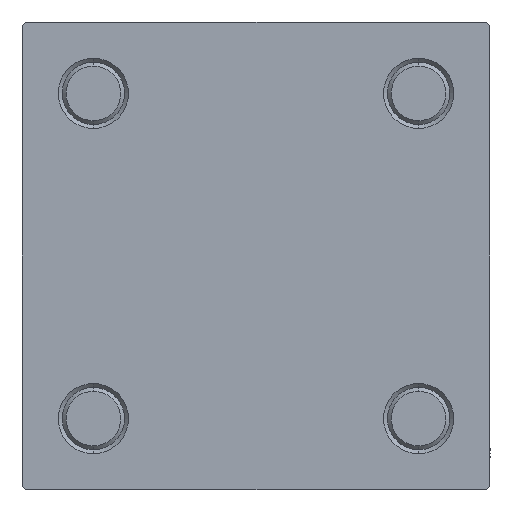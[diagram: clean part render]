
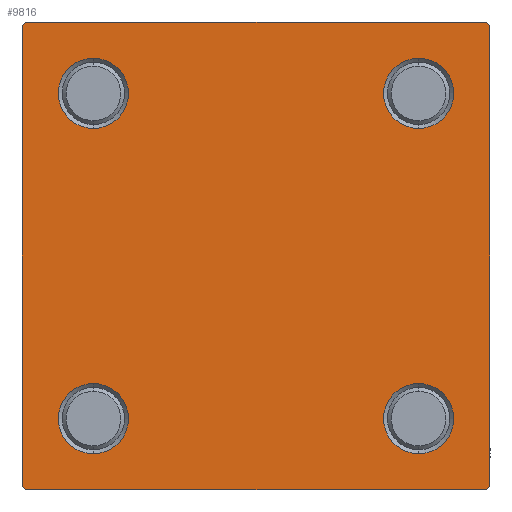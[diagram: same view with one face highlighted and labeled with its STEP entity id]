
A CAD part, left-side view. The second image highlights one B-rep face of the part: STEP entity #9816.
In plain terms, the highlighted planar face has unit normal (-1, 0, 0).
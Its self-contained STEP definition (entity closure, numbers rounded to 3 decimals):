
#192 = DIRECTION ( 'NONE',  ( 0., 0.707, 0.707 ) ) ;
#198 = CARTESIAN_POINT ( 'NONE',  ( 0., -30., -29.5 ) ) ;
#235 = EDGE_CURVE ( 'NONE', #9262, #38358, #19839, .T. ) ;
#595 = EDGE_CURVE ( 'NONE', #1925, #35560, #44286, .T. ) ;
#1625 = AXIS2_PLACEMENT_3D ( 'NONE', #34612, #46256, #38645 ) ;
#1789 = EDGE_CURVE ( 'NONE', #18081, #34511, #46630, .T. ) ;
#1835 = CARTESIAN_POINT ( 'NONE',  ( 0., 20.85, -25.35 ) ) ;
#1925 = VERTEX_POINT ( 'NONE', #1835 ) ;
#1946 = ORIENTED_EDGE ( 'NONE', *, *, #26746, .T. ) ;
#2161 = CARTESIAN_POINT ( 'NONE',  ( 0., -30., 30. ) ) ;
#2536 = CARTESIAN_POINT ( 'NONE',  ( 0., 20.85, 16.35 ) ) ;
#2648 = VECTOR ( 'NONE', #21417, 1000. ) ;
#2734 = DIRECTION ( 'NONE',  ( 0., 0., 1. ) ) ;
#2953 = AXIS2_PLACEMENT_3D ( 'NONE', #23325, #34732, #22831 ) ;
#3378 = CIRCLE ( 'NONE', #8224, 4.5 ) ;
#4671 = ORIENTED_EDGE ( 'NONE', *, *, #43210, .F. ) ;
#5142 = ORIENTED_EDGE ( 'NONE', *, *, #28405, .T. ) ;
#5559 = LINE ( 'NONE', #44321, #23701 ) ;
#6039 = FACE_OUTER_BOUND ( 'NONE', #39061, .T. ) ;
#6461 = DIRECTION ( 'NONE',  ( 1., 0., 0. ) ) ;
#6529 = CARTESIAN_POINT ( 'NONE',  ( 0., 20.85, -20.85 ) ) ;
#6779 = DIRECTION ( 'NONE',  ( 1., 0., 0. ) ) ;
#6792 = LINE ( 'NONE', #45802, #28812 ) ;
#7226 = VERTEX_POINT ( 'NONE', #38966 ) ;
#7322 = CIRCLE ( 'NONE', #32397, 4.5 ) ;
#7803 = DIRECTION ( 'NONE',  ( 0., -0.707, -0.707 ) ) ;
#7810 = ORIENTED_EDGE ( 'NONE', *, *, #11468, .T. ) ;
#8115 = AXIS2_PLACEMENT_3D ( 'NONE', #13647, #18210, #40769 ) ;
#8224 = AXIS2_PLACEMENT_3D ( 'NONE', #42797, #38500, #24059 ) ;
#8235 = DIRECTION ( 'NONE',  ( 0., -0.707, 0.707 ) ) ;
#8716 = CARTESIAN_POINT ( 'NONE',  ( 0., -29.5, -30. ) ) ;
#9262 = VERTEX_POINT ( 'NONE', #41373 ) ;
#9588 = DIRECTION ( 'NONE',  ( -1., 0., 0. ) ) ;
#9816 = ADVANCED_FACE ( 'NONE', ( #32666, #48349, #40753, #44294, #6039 ), #48106, .T. ) ;
#10281 = VECTOR ( 'NONE', #28186, 1000. ) ;
#10543 = ORIENTED_EDGE ( 'NONE', *, *, #1789, .T. ) ;
#10610 = CARTESIAN_POINT ( 'NONE',  ( 0., -20.85, -25.35 ) ) ;
#10627 = LINE ( 'NONE', #37983, #40999 ) ;
#11295 = VECTOR ( 'NONE', #33823, 1000. ) ;
#11468 = EDGE_CURVE ( 'NONE', #37107, #18476, #48585, .T. ) ;
#11646 = EDGE_CURVE ( 'NONE', #46732, #35524, #7322, .T. ) ;
#12160 = VECTOR ( 'NONE', #7803, 1000. ) ;
#13284 = VERTEX_POINT ( 'NONE', #198 ) ;
#13647 = CARTESIAN_POINT ( 'NONE',  ( 0., -20.85, -20.85 ) ) ;
#15176 = AXIS2_PLACEMENT_3D ( 'NONE', #49248, #41900, #26209 ) ;
#15696 = EDGE_CURVE ( 'NONE', #38358, #26892, #19470, .T. ) ;
#16067 = CARTESIAN_POINT ( 'NONE',  ( 0., -29.75, -29.75 ) ) ;
#17372 = LINE ( 'NONE', #29260, #2648 ) ;
#17719 = DIRECTION ( 'NONE',  ( 0., -1., 0. ) ) ;
#17918 = CARTESIAN_POINT ( 'NONE',  ( 0., 30., -29.5 ) ) ;
#18081 = VERTEX_POINT ( 'NONE', #32838 ) ;
#18210 = DIRECTION ( 'NONE',  ( 1., 0., 0. ) ) ;
#18218 = VERTEX_POINT ( 'NONE', #8716 ) ;
#18476 = VERTEX_POINT ( 'NONE', #35767 ) ;
#18901 = CIRCLE ( 'NONE', #33435, 4.5 ) ;
#19247 = CARTESIAN_POINT ( 'NONE',  ( 0., -29.5, 30. ) ) ;
#19265 = ORIENTED_EDGE ( 'NONE', *, *, #40471, .T. ) ;
#19470 = LINE ( 'NONE', #50120, #12160 ) ;
#19839 = LINE ( 'NONE', #28436, #10281 ) ;
#19955 = CIRCLE ( 'NONE', #2953, 4.5 ) ;
#20998 = CARTESIAN_POINT ( 'NONE',  ( 0., 0., 0. ) ) ;
#21417 = DIRECTION ( 'NONE',  ( 0., -1., 0. ) ) ;
#21603 = EDGE_CURVE ( 'NONE', #26892, #18218, #17372, .T. ) ;
#22393 = VERTEX_POINT ( 'NONE', #19247 ) ;
#22801 = EDGE_CURVE ( 'NONE', #34511, #18081, #18901, .T. ) ;
#22831 = DIRECTION ( 'NONE',  ( 0., 0., 1. ) ) ;
#23325 = CARTESIAN_POINT ( 'NONE',  ( 0., -20.85, 20.85 ) ) ;
#23701 = VECTOR ( 'NONE', #17719, 1000. ) ;
#24059 = DIRECTION ( 'NONE',  ( 0., 0., 1. ) ) ;
#25057 = CARTESIAN_POINT ( 'NONE',  ( 0., 20.85, -16.35 ) ) ;
#26097 = DIRECTION ( 'NONE',  ( 0., 0.707, -0.707 ) ) ;
#26209 = DIRECTION ( 'NONE',  ( 0., 0., 1. ) ) ;
#26746 = EDGE_CURVE ( 'NONE', #31969, #22393, #6792, .T. ) ;
#26892 = VERTEX_POINT ( 'NONE', #39450 ) ;
#27356 = EDGE_CURVE ( 'NONE', #35524, #46732, #19955, .T. ) ;
#27745 = LINE ( 'NONE', #16067, #33324 ) ;
#28186 = DIRECTION ( 'NONE',  ( 0., 0., -1. ) ) ;
#28336 = ORIENTED_EDGE ( 'NONE', *, *, #22801, .T. ) ;
#28405 = EDGE_CURVE ( 'NONE', #7226, #9262, #10627, .T. ) ;
#28436 = CARTESIAN_POINT ( 'NONE',  ( 0., 30., 30. ) ) ;
#28812 = VECTOR ( 'NONE', #192, 1000. ) ;
#29016 = LINE ( 'NONE', #2161, #11295 ) ;
#29260 = CARTESIAN_POINT ( 'NONE',  ( 0., 30., -30. ) ) ;
#30220 = ORIENTED_EDGE ( 'NONE', *, *, #235, .T. ) ;
#30368 = ORIENTED_EDGE ( 'NONE', *, *, #40983, .T. ) ;
#30514 = AXIS2_PLACEMENT_3D ( 'NONE', #6529, #6779, #2734 ) ;
#30804 = ORIENTED_EDGE ( 'NONE', *, *, #35088, .F. ) ;
#31928 = EDGE_LOOP ( 'NONE', ( #46582, #42849 ) ) ;
#31969 = VERTEX_POINT ( 'NONE', #38960 ) ;
#32397 = AXIS2_PLACEMENT_3D ( 'NONE', #41173, #6461, #44928 ) ;
#32666 = FACE_BOUND ( 'NONE', #35249, .T. ) ;
#32838 = CARTESIAN_POINT ( 'NONE',  ( 0., 20.85, 25.35 ) ) ;
#32987 = DIRECTION ( 'NONE',  ( 0., 0., 1. ) ) ;
#33324 = VECTOR ( 'NONE', #8235, 1000. ) ;
#33435 = AXIS2_PLACEMENT_3D ( 'NONE', #40834, #49431, #32987 ) ;
#33823 = DIRECTION ( 'NONE',  ( 0., 0., -1. ) ) ;
#33912 = ORIENTED_EDGE ( 'NONE', *, *, #11646, .T. ) ;
#34511 = VERTEX_POINT ( 'NONE', #2536 ) ;
#34612 = CARTESIAN_POINT ( 'NONE',  ( 0., 20.85, -20.85 ) ) ;
#34732 = DIRECTION ( 'NONE',  ( 1., 0., 0. ) ) ;
#35088 = EDGE_CURVE ( 'NONE', #31969, #13284, #29016, .T. ) ;
#35249 = EDGE_LOOP ( 'NONE', ( #33912, #46674 ) ) ;
#35524 = VERTEX_POINT ( 'NONE', #35706 ) ;
#35560 = VERTEX_POINT ( 'NONE', #25057 ) ;
#35639 = CIRCLE ( 'NONE', #1625, 4.5 ) ;
#35681 = ORIENTED_EDGE ( 'NONE', *, *, #15696, .T. ) ;
#35706 = CARTESIAN_POINT ( 'NONE',  ( 0., -20.85, 16.35 ) ) ;
#35767 = CARTESIAN_POINT ( 'NONE',  ( 0., -20.85, -16.35 ) ) ;
#36460 = DIRECTION ( 'NONE',  ( 0., 0., 1. ) ) ;
#37107 = VERTEX_POINT ( 'NONE', #10610 ) ;
#37497 = EDGE_CURVE ( 'NONE', #35560, #1925, #35639, .T. ) ;
#37983 = CARTESIAN_POINT ( 'NONE',  ( 0., 29.75, 29.75 ) ) ;
#38358 = VERTEX_POINT ( 'NONE', #17918 ) ;
#38500 = DIRECTION ( 'NONE',  ( 1., 0., 0. ) ) ;
#38645 = DIRECTION ( 'NONE',  ( 0., 0., 1. ) ) ;
#38960 = CARTESIAN_POINT ( 'NONE',  ( 0., -30., 29.5 ) ) ;
#38966 = CARTESIAN_POINT ( 'NONE',  ( 0., 29.5, 30. ) ) ;
#39061 = EDGE_LOOP ( 'NONE', ( #30220, #35681, #49465, #30368, #30804, #1946, #4671, #5142 ) ) ;
#39450 = CARTESIAN_POINT ( 'NONE',  ( 0., 29.5, -30. ) ) ;
#40471 = EDGE_CURVE ( 'NONE', #18476, #37107, #3378, .T. ) ;
#40753 = FACE_BOUND ( 'NONE', #31928, .T. ) ;
#40769 = DIRECTION ( 'NONE',  ( 0., 0., 1. ) ) ;
#40834 = CARTESIAN_POINT ( 'NONE',  ( 0., 20.85, 20.85 ) ) ;
#40983 = EDGE_CURVE ( 'NONE', #18218, #13284, #27745, .T. ) ;
#40999 = VECTOR ( 'NONE', #26097, 1000. ) ;
#41173 = CARTESIAN_POINT ( 'NONE',  ( 0., -20.85, 20.85 ) ) ;
#41373 = CARTESIAN_POINT ( 'NONE',  ( 0., 30., 29.5 ) ) ;
#41900 = DIRECTION ( 'NONE',  ( 1., 0., 0. ) ) ;
#42797 = CARTESIAN_POINT ( 'NONE',  ( 0., -20.85, -20.85 ) ) ;
#42849 = ORIENTED_EDGE ( 'NONE', *, *, #595, .T. ) ;
#43210 = EDGE_CURVE ( 'NONE', #7226, #22393, #5559, .T. ) ;
#44286 = CIRCLE ( 'NONE', #30514, 4.5 ) ;
#44294 = FACE_BOUND ( 'NONE', #44872, .T. ) ;
#44321 = CARTESIAN_POINT ( 'NONE',  ( 0., 30., 30. ) ) ;
#44872 = EDGE_LOOP ( 'NONE', ( #10543, #28336 ) ) ;
#44928 = DIRECTION ( 'NONE',  ( 0., 0., 1. ) ) ;
#45802 = CARTESIAN_POINT ( 'NONE',  ( 0., -29.75, 29.75 ) ) ;
#46032 = CARTESIAN_POINT ( 'NONE',  ( 0., -20.85, 25.35 ) ) ;
#46256 = DIRECTION ( 'NONE',  ( 1., 0., 0. ) ) ;
#46582 = ORIENTED_EDGE ( 'NONE', *, *, #37497, .T. ) ;
#46630 = CIRCLE ( 'NONE', #15176, 4.5 ) ;
#46674 = ORIENTED_EDGE ( 'NONE', *, *, #27356, .T. ) ;
#46732 = VERTEX_POINT ( 'NONE', #46032 ) ;
#47685 = AXIS2_PLACEMENT_3D ( 'NONE', #20998, #9588, #36460 ) ;
#48106 = PLANE ( 'NONE',  #47685 ) ;
#48349 = FACE_BOUND ( 'NONE', #48389, .T. ) ;
#48389 = EDGE_LOOP ( 'NONE', ( #19265, #7810 ) ) ;
#48585 = CIRCLE ( 'NONE', #8115, 4.5 ) ;
#49248 = CARTESIAN_POINT ( 'NONE',  ( 0., 20.85, 20.85 ) ) ;
#49431 = DIRECTION ( 'NONE',  ( 1., 0., 0. ) ) ;
#49465 = ORIENTED_EDGE ( 'NONE', *, *, #21603, .T. ) ;
#50120 = CARTESIAN_POINT ( 'NONE',  ( 0., 29.75, -29.75 ) ) ;
